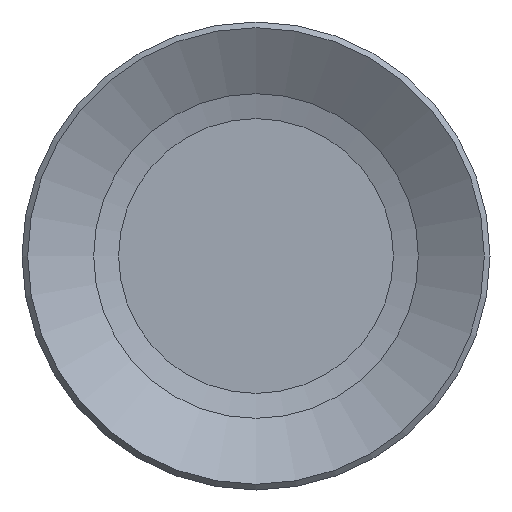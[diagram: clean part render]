
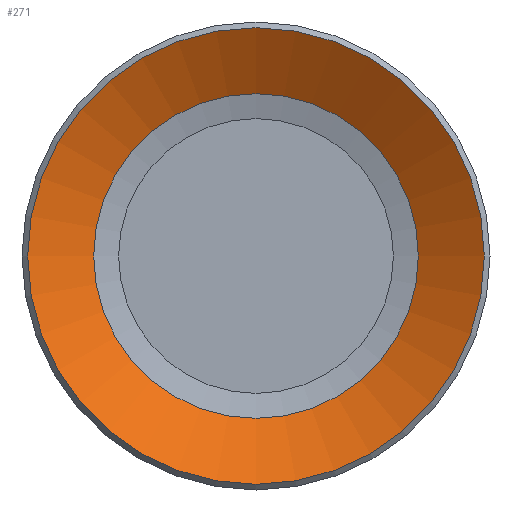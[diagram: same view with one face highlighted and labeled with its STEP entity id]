
A CAD part, front view. The second image highlights one B-rep face of the part: STEP entity #271.
In plain terms, the highlighted conical face has half-angle 58.547 degrees and reference radius 30 mm.
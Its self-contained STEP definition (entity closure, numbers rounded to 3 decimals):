
#271 = ADVANCED_FACE( '', ( #537, #538 ), #539, .F. );
#537 = FACE_BOUND( '', #797, .T. );
#538 = FACE_OUTER_BOUND( '', #798, .T. );
#539 = CONICAL_SURFACE( '', #799, 30., 1.022 );
#797 = EDGE_LOOP( '', ( #1248 ) );
#798 = EDGE_LOOP( '', ( #1249 ) );
#799 = AXIS2_PLACEMENT_3D( '', #1250, #1251, #1252 );
#1248 = ORIENTED_EDGE( '', *, *, #1534, .F. );
#1249 = ORIENTED_EDGE( '', *, *, #1487, .T. );
#1250 = CARTESIAN_POINT( '', ( 0., 0., 0. ) );
#1251 = DIRECTION( '', ( 0., -1., 0. ) );
#1252 = DIRECTION( '', ( 0., 0., -1. ) );
#1487 = EDGE_CURVE( '', #1739, #1739, #1740, .T. );
#1534 = EDGE_CURVE( '', #1799, #1799, #1800, .T. );
#1739 = VERTEX_POINT( '', #2163 );
#1740 = CIRCLE( '', #2164, 30. );
#1799 = VERTEX_POINT( '', #2251 );
#1800 = CIRCLE( '', #2252, 21.335 );
#2163 = CARTESIAN_POINT( '', ( 0., 0., -30. ) );
#2164 = AXIS2_PLACEMENT_3D( '', #2419, #2420, #2421 );
#2251 = CARTESIAN_POINT( '', ( 0., 5.3, -21.335 ) );
#2252 = AXIS2_PLACEMENT_3D( '', #2468, #2469, #2470 );
#2419 = CARTESIAN_POINT( '', ( 0., 0., 0. ) );
#2420 = DIRECTION( '', ( 0., -1., 0. ) );
#2421 = DIRECTION( '', ( 0., 0., -1. ) );
#2468 = CARTESIAN_POINT( '', ( 0., 5.3, 0. ) );
#2469 = DIRECTION( '', ( 0., -1., 0. ) );
#2470 = DIRECTION( '', ( 0., 0., -1. ) );
